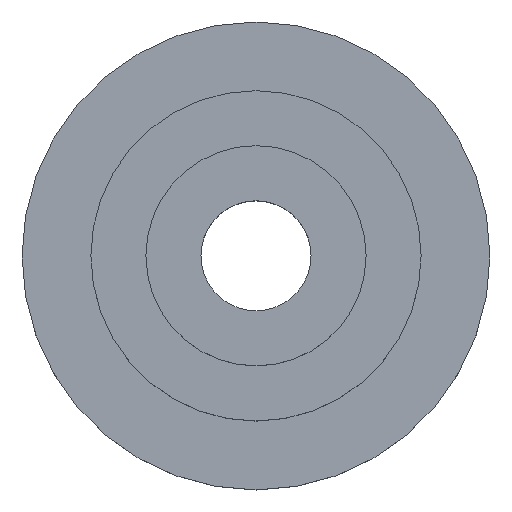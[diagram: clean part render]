
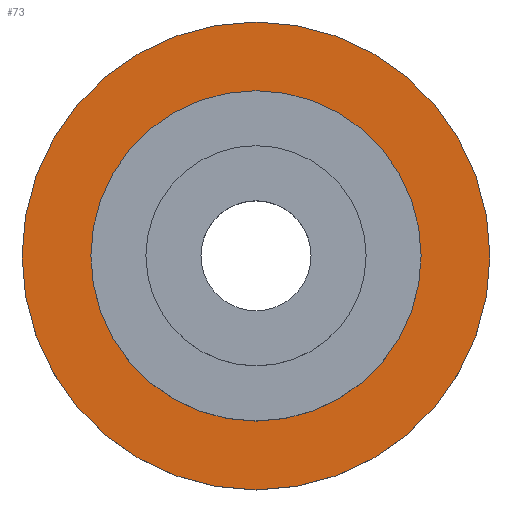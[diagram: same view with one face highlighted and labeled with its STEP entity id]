
A CAD part, top view. The second image highlights one B-rep face of the part: STEP entity #73.
In plain terms, the highlighted planar face has unit normal (0, 0, 1).
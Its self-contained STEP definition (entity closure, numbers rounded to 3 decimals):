
#26 = AXIS2_PLACEMENT_3D ( 'NONE', #274, #284, #264 ) ;
#43 = AXIS2_PLACEMENT_3D ( 'NONE', #310, #309, #308 ) ;
#51 = AXIS2_PLACEMENT_3D ( 'NONE', #331, #329, #327 ) ;
#72 = AXIS2_PLACEMENT_3D ( 'NONE', #378, #377, #376 ) ;
#73 = ADVANCED_FACE ( 'NONE', ( #162, #144 ), #390, .F. ) ;
#74 = AXIS2_PLACEMENT_3D ( 'NONE', #383, #385, #384 ) ;
#100 = EDGE_CURVE ( 'NONE', #195, #178, #142, .T. ) ;
#105 = CIRCLE ( 'NONE', #43, 6. ) ;
#110 = CIRCLE ( 'NONE', #26, 8.5 ) ;
#114 = CIRCLE ( 'NONE', #51, 6. ) ;
#142 = CIRCLE ( 'NONE', #72, 8.5 ) ;
#144 = FACE_OUTER_BOUND ( 'NONE', #180, .T. ) ;
#146 = EDGE_CURVE ( 'NONE', #335, #286, #114, .T. ) ;
#160 = EDGE_CURVE ( 'NONE', #286, #335, #105, .T. ) ;
#162 = FACE_BOUND ( 'NONE', #194, .T. ) ;
#178 = VERTEX_POINT ( 'NONE', #302 ) ;
#179 = EDGE_CURVE ( 'NONE', #178, #195, #110, .T. ) ;
#180 = EDGE_LOOP ( 'NONE', ( #306, #312 ) ) ;
#194 = EDGE_LOOP ( 'NONE', ( #304, #305 ) ) ;
#195 = VERTEX_POINT ( 'NONE', #287 ) ;
#249 = CARTESIAN_POINT ( 'NONE',  ( -13.977, 16.834, -4.464 ) ) ;
#262 = CARTESIAN_POINT ( 'NONE',  ( -1.977, 16.834, -4.464 ) ) ;
#264 = DIRECTION ( 'NONE',  ( -1., 0., 0. ) ) ;
#274 = CARTESIAN_POINT ( 'NONE',  ( -7.977, 16.834, -4.464 ) ) ;
#284 = DIRECTION ( 'NONE',  ( 0., 0., -1. ) ) ;
#286 = VERTEX_POINT ( 'NONE', #262 ) ;
#287 = CARTESIAN_POINT ( 'NONE',  ( -16.477, 16.834, -4.464 ) ) ;
#302 = CARTESIAN_POINT ( 'NONE',  ( 0.523, 16.834, -4.464 ) ) ;
#304 = ORIENTED_EDGE ( 'NONE', *, *, #146, .T. ) ;
#305 = ORIENTED_EDGE ( 'NONE', *, *, #160, .T. ) ;
#306 = ORIENTED_EDGE ( 'NONE', *, *, #179, .F. ) ;
#308 = DIRECTION ( 'NONE',  ( -1., 0., 0. ) ) ;
#309 = DIRECTION ( 'NONE',  ( 0., 0., -1. ) ) ;
#310 = CARTESIAN_POINT ( 'NONE',  ( -7.977, 16.834, -4.464 ) ) ;
#312 = ORIENTED_EDGE ( 'NONE', *, *, #100, .F. ) ;
#327 = DIRECTION ( 'NONE',  ( -1., 0., 0. ) ) ;
#329 = DIRECTION ( 'NONE',  ( 0., 0., -1. ) ) ;
#331 = CARTESIAN_POINT ( 'NONE',  ( -7.977, 16.834, -4.464 ) ) ;
#335 = VERTEX_POINT ( 'NONE', #249 ) ;
#376 = DIRECTION ( 'NONE',  ( -1., 0., 0. ) ) ;
#377 = DIRECTION ( 'NONE',  ( 0., 0., -1. ) ) ;
#378 = CARTESIAN_POINT ( 'NONE',  ( -7.977, 16.834, -4.464 ) ) ;
#383 = CARTESIAN_POINT ( 'NONE',  ( -7.977, 16.834, -4.464 ) ) ;
#384 = DIRECTION ( 'NONE',  ( -1., 0., 0. ) ) ;
#385 = DIRECTION ( 'NONE',  ( 0., 0., -1. ) ) ;
#390 = PLANE ( 'NONE',  #74 ) ;
